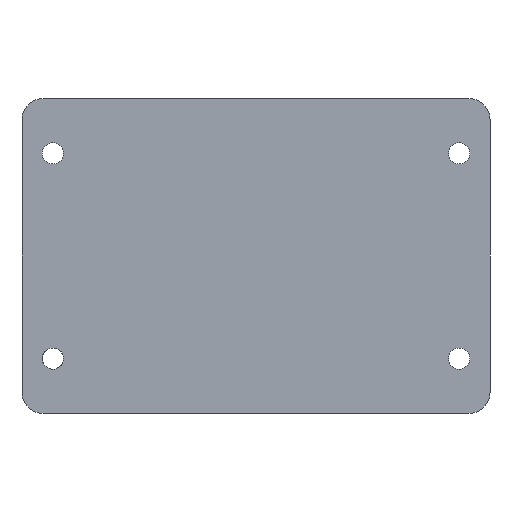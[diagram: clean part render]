
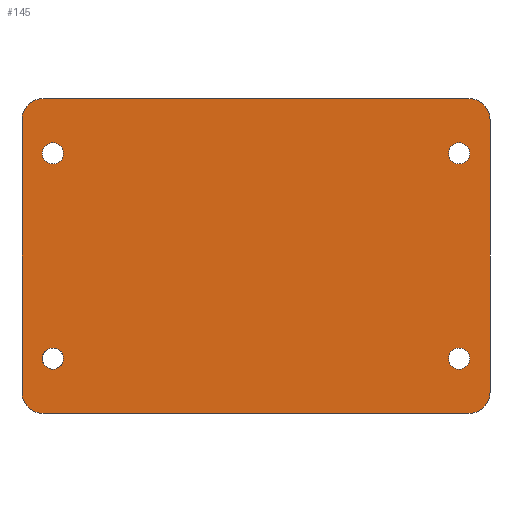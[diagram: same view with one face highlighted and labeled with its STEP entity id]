
A CAD part, front view. The second image highlights one B-rep face of the part: STEP entity #145.
In plain terms, the highlighted planar face has unit normal (0, -1, 0).
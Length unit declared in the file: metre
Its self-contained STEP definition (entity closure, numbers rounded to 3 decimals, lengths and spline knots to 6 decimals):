
#145 = ADVANCED_FACE( 'Body87', ( #300, #301, #302, #303, #304 ), #305, .F. );
#300 = FACE_OUTER_BOUND( '', #463, .T. );
#301 = FACE_BOUND( '', #464, .T. );
#302 = FACE_BOUND( '', #465, .T. );
#303 = FACE_BOUND( '', #466, .T. );
#304 = FACE_BOUND( '', #467, .T. );
#305 = PLANE( '', #468 );
#463 = EDGE_LOOP( '', ( #840, #841, #842, #843, #844, #845, #846, #847 ) );
#464 = EDGE_LOOP( '', ( #848 ) );
#465 = EDGE_LOOP( '', ( #849 ) );
#466 = EDGE_LOOP( '', ( #850 ) );
#467 = EDGE_LOOP( '', ( #851 ) );
#468 = AXIS2_PLACEMENT_3D( '', #852, #853, #854 );
#840 = ORIENTED_EDGE( '', *, *, #955, .F. );
#841 = ORIENTED_EDGE( '', *, *, #979, .F. );
#842 = ORIENTED_EDGE( '', *, *, #1071, .F. );
#843 = ORIENTED_EDGE( '', *, *, #1035, .F. );
#844 = ORIENTED_EDGE( '', *, *, #1064, .F. );
#845 = ORIENTED_EDGE( '', *, *, #1009, .F. );
#846 = ORIENTED_EDGE( '', *, *, #1055, .F. );
#847 = ORIENTED_EDGE( '', *, *, #998, .F. );
#848 = ORIENTED_EDGE( '', *, *, #983, .F. );
#849 = ORIENTED_EDGE( '', *, *, #1072, .F. );
#850 = ORIENTED_EDGE( '', *, *, #943, .F. );
#851 = ORIENTED_EDGE( '', *, *, #1073, .F. );
#852 = CARTESIAN_POINT( '', ( 0.14075, -0.1002, 0.192613 ) );
#853 = DIRECTION( '', ( 0., 1., 0. ) );
#854 = DIRECTION( '', ( 1., 0., 0. ) );
#943 = EDGE_CURVE( '', #1123, #1123, #1124, .T. );
#955 = EDGE_CURVE( '', #1142, #1144, #1145, .T. );
#979 = EDGE_CURVE( '', #1183, #1142, #1185, .T. );
#983 = EDGE_CURVE( '', #1191, #1191, #1192, .T. );
#998 = EDGE_CURVE( '', #1144, #1215, #1216, .T. );
#1009 = EDGE_CURVE( '', #1228, #1230, #1231, .T. );
#1035 = EDGE_CURVE( '', #1267, #1269, #1270, .T. );
#1055 = EDGE_CURVE( '', #1215, #1228, #1294, .T. );
#1064 = EDGE_CURVE( '', #1230, #1267, #1303, .T. );
#1071 = EDGE_CURVE( '', #1269, #1183, #1310, .T. );
#1072 = EDGE_CURVE( '', #1311, #1311, #1312, .T. );
#1073 = EDGE_CURVE( '', #1313, #1313, #1314, .T. );
#1123 = VERTEX_POINT( '', #1389 );
#1124 = CIRCLE( '', #1390, 0.002 );
#1142 = VERTEX_POINT( '', #1410 );
#1144 = VERTEX_POINT( '', #1413 );
#1145 = CIRCLE( '', #1414, 0.004 );
#1183 = VERTEX_POINT( '', #1465 );
#1185 = LINE( '', #1468, #1469 );
#1191 = VERTEX_POINT( '', #1521 );
#1192 = CIRCLE( '', #1522, 0.002 );
#1215 = VERTEX_POINT( '', #1553 );
#1216 = LINE( '', #1554, #1555 );
#1228 = VERTEX_POINT( '', #1572 );
#1230 = VERTEX_POINT( '', #1575 );
#1231 = LINE( '', #1576, #1577 );
#1267 = VERTEX_POINT( '', #1644 );
#1269 = VERTEX_POINT( '', #1647 );
#1270 = LINE( '', #1648, #1649 );
#1294 = CIRCLE( '', #1721, 0.004 );
#1303 = CIRCLE( '', #1731, 0.004 );
#1310 = CIRCLE( '', #1738, 0.004 );
#1311 = VERTEX_POINT( '', #1739 );
#1312 = CIRCLE( '', #1740, 0.002 );
#1313 = VERTEX_POINT( '', #1741 );
#1314 = CIRCLE( '', #1742, 0.002 );
#1389 = CARTESIAN_POINT( '', ( 0.10435, -0.1002, 0.212013 ) );
#1390 = AXIS2_PLACEMENT_3D( '', #1795, #1796, #1797 );
#1410 = CARTESIAN_POINT( '', ( 0.1005, -0.1002, 0.162863 ) );
#1413 = CARTESIAN_POINT( '', ( 0.0965, -0.1002, 0.166863 ) );
#1414 = AXIS2_PLACEMENT_3D( '', #1816, #1817, #1818 );
#1465 = CARTESIAN_POINT( '', ( 0.181, -0.1002, 0.162863 ) );
#1468 = CARTESIAN_POINT( '', ( 0.14075, -0.1002, 0.162863 ) );
#1469 = VECTOR( '', #1851, 1. );
#1521 = CARTESIAN_POINT( '', ( 0.10435, -0.1002, 0.173213 ) );
#1522 = AXIS2_PLACEMENT_3D( '', #1852, #1853, #1854 );
#1553 = CARTESIAN_POINT( '', ( 0.0965, -0.1002, 0.218363 ) );
#1554 = CARTESIAN_POINT( '', ( 0.0965, -0.1002, 0.192613 ) );
#1555 = VECTOR( '', #1872, 1. );
#1572 = CARTESIAN_POINT( '', ( 0.1005, -0.1002, 0.222363 ) );
#1575 = CARTESIAN_POINT( '', ( 0.181, -0.1002, 0.222363 ) );
#1576 = CARTESIAN_POINT( '', ( 0.14075, -0.1002, 0.222363 ) );
#1577 = VECTOR( '', #1882, 1. );
#1644 = CARTESIAN_POINT( '', ( 0.185, -0.1002, 0.218363 ) );
#1647 = CARTESIAN_POINT( '', ( 0.185, -0.1002, 0.166863 ) );
#1648 = CARTESIAN_POINT( '', ( 0.185, -0.1002, 0.192613 ) );
#1649 = VECTOR( '', #1911, 1. );
#1721 = AXIS2_PLACEMENT_3D( '', #1925, #1926, #1927 );
#1731 = AXIS2_PLACEMENT_3D( '', #1935, #1936, #1937 );
#1738 = AXIS2_PLACEMENT_3D( '', #1944, #1945, #1946 );
#1739 = CARTESIAN_POINT( '', ( 0.18115, -0.1002, 0.212013 ) );
#1740 = AXIS2_PLACEMENT_3D( '', #1947, #1948, #1949 );
#1741 = CARTESIAN_POINT( '', ( 0.18115, -0.1002, 0.173213 ) );
#1742 = AXIS2_PLACEMENT_3D( '', #1950, #1951, #1952 );
#1795 = CARTESIAN_POINT( '', ( 0.10235, -0.1002, 0.212013 ) );
#1796 = DIRECTION( '', ( 0., -1., 0. ) );
#1797 = DIRECTION( '', ( 1., 0., 0. ) );
#1816 = CARTESIAN_POINT( '', ( 0.1005, -0.1002, 0.166863 ) );
#1817 = DIRECTION( '', ( 0., 1., 0. ) );
#1818 = DIRECTION( '', ( 1., 0., 0. ) );
#1851 = DIRECTION( '', ( -1., 0., 0. ) );
#1852 = CARTESIAN_POINT( '', ( 0.10235, -0.1002, 0.173213 ) );
#1853 = DIRECTION( '', ( 0., -1., 0. ) );
#1854 = DIRECTION( '', ( 1., 0., 0. ) );
#1872 = DIRECTION( '', ( 0., 0., 1. ) );
#1882 = DIRECTION( '', ( 1., 0., 0. ) );
#1911 = DIRECTION( '', ( 0., 0., -1. ) );
#1925 = CARTESIAN_POINT( '', ( 0.1005, -0.1002, 0.218363 ) );
#1926 = DIRECTION( '', ( 0., 1., 0. ) );
#1927 = DIRECTION( '', ( 1., 0., 0. ) );
#1935 = CARTESIAN_POINT( '', ( 0.181, -0.1002, 0.218363 ) );
#1936 = DIRECTION( '', ( 0., 1., 0. ) );
#1937 = DIRECTION( '', ( 1., 0., 0. ) );
#1944 = CARTESIAN_POINT( '', ( 0.181, -0.1002, 0.166863 ) );
#1945 = DIRECTION( '', ( 0., 1., 0. ) );
#1946 = DIRECTION( '', ( 1., 0., 0. ) );
#1947 = CARTESIAN_POINT( '', ( 0.17915, -0.1002, 0.212013 ) );
#1948 = DIRECTION( '', ( 0., -1., 0. ) );
#1949 = DIRECTION( '', ( 1., 0., 0. ) );
#1950 = CARTESIAN_POINT( '', ( 0.17915, -0.1002, 0.173213 ) );
#1951 = DIRECTION( '', ( 0., -1., 0. ) );
#1952 = DIRECTION( '', ( 1., 0., 0. ) );
